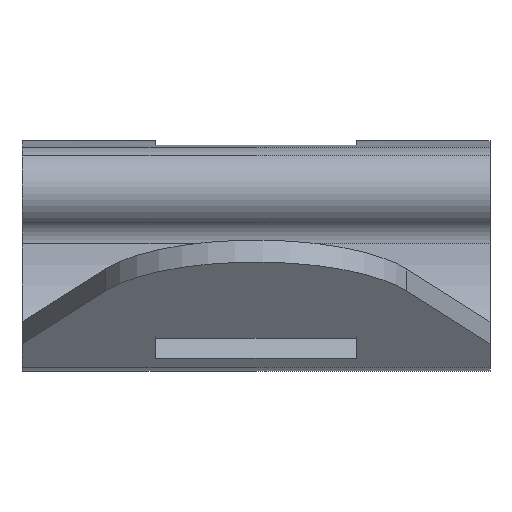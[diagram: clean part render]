
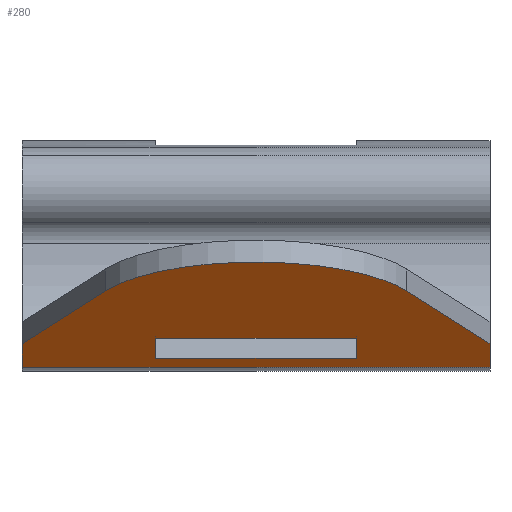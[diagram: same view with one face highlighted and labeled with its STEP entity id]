
A CAD part, front view. The second image highlights one B-rep face of the part: STEP entity #280.
In plain terms, the highlighted planar face has unit normal (0, -0.305, -0.952).
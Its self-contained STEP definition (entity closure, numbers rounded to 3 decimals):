
#195=AXIS2_PLACEMENT_3D('Plane Axis2P3D',#192,#193,#194) ;
#37=CARTESIAN_POINT('Line Origine',(7.,7.092,0.999)) ;
#41=CARTESIAN_POINT('Vertex',(10.,7.092,0.999)) ;
#43=CARTESIAN_POINT('Vertex',(4.,7.092,0.999)) ;
#88=CARTESIAN_POINT('Vertex',(10.,8.997,0.389)) ;
#91=CARTESIAN_POINT('Line Origine',(10.,8.045,0.694)) ;
#192=CARTESIAN_POINT('Axis2P3D Location',(7.,9.841,0.119)) ;
#198=CARTESIAN_POINT('Control Point',(2.497,2.692,2.408)) ;
#199=CARTESIAN_POINT('Control Point',(2.735,2.222,2.558)) ;
#200=CARTESIAN_POINT('Control Point',(3.041,1.784,2.699)) ;
#201=CARTESIAN_POINT('Control Point',(3.408,1.387,2.826)) ;
#202=CARTESIAN_POINT('Control Point',(4.247,0.702,3.045)) ;
#203=CARTESIAN_POINT('Control Point',(5.248,0.256,3.188)) ;
#204=CARTESIAN_POINT('Control Point',(5.779,0.1,3.238)) ;
#205=CARTESIAN_POINT('Control Point',(6.87,-0.07,3.292)) ;
#206=CARTESIAN_POINT('Control Point',(7.969,0.046,3.255)) ;
#207=CARTESIAN_POINT('Control Point',(8.506,0.176,3.213)) ;
#208=CARTESIAN_POINT('Control Point',(9.531,0.572,3.087)) ;
#209=CARTESIAN_POINT('Control Point',(10.405,1.216,2.88)) ;
#210=CARTESIAN_POINT('Control Point',(10.793,1.594,2.759)) ;
#211=CARTESIAN_POINT('Control Point',(11.153,2.057,2.611)) ;
#212=CARTESIAN_POINT('Control Point',(11.434,2.561,2.45)) ;
#213=CARTESIAN_POINT('Control Point',(11.458,2.604,2.436)) ;
#214=CARTESIAN_POINT('Control Point',(11.481,2.648,2.422)) ;
#215=CARTESIAN_POINT('Control Point',(11.503,2.692,2.408)) ;
#216=CARTESIAN_POINT('Vertex',(2.497,2.692,2.408)) ;
#218=CARTESIAN_POINT('Vertex',(11.503,2.692,2.408)) ;
#221=CARTESIAN_POINT('Line Origine',(1.249,5.155,1.619)) ;
#225=CARTESIAN_POINT('Vertex',(0.,7.619,0.83)) ;
#228=CARTESIAN_POINT('Line Origine',(0.,8.73,0.475)) ;
#232=CARTESIAN_POINT('Vertex',(0.,9.841,0.119)) ;
#235=CARTESIAN_POINT('Line Origine',(7.,9.841,0.119)) ;
#239=CARTESIAN_POINT('Vertex',(14.,9.841,0.119)) ;
#242=CARTESIAN_POINT('Line Origine',(14.,8.73,0.475)) ;
#246=CARTESIAN_POINT('Vertex',(14.,7.619,0.83)) ;
#249=CARTESIAN_POINT('Line Origine',(12.751,5.155,1.619)) ;
#262=CARTESIAN_POINT('Line Origine',(7.,8.997,0.389)) ;
#266=CARTESIAN_POINT('Vertex',(4.,8.997,0.389)) ;
#269=CARTESIAN_POINT('Line Origine',(4.,8.045,0.694)) ;
#38=DIRECTION('Vector Direction',(-1.,0.,0.)) ;
#92=DIRECTION('Vector Direction',(0.,0.952,-0.305)) ;
#193=DIRECTION('Axis2P3D Direction',(0.,-0.305,-0.952)) ;
#194=DIRECTION('Axis2P3D XDirection',(0.,-0.952,0.305)) ;
#222=DIRECTION('Vector Direction',(-0.435,0.858,-0.275)) ;
#229=DIRECTION('Vector Direction',(0.,-0.952,0.305)) ;
#236=DIRECTION('Vector Direction',(-1.,0.,0.)) ;
#243=DIRECTION('Vector Direction',(0.,-0.952,0.305)) ;
#250=DIRECTION('Vector Direction',(0.435,0.858,-0.275)) ;
#263=DIRECTION('Vector Direction',(1.,0.,0.)) ;
#270=DIRECTION('Vector Direction',(0.,0.952,-0.305)) ;
#39=VECTOR('Line Direction',#38,1.) ;
#93=VECTOR('Line Direction',#92,1.) ;
#223=VECTOR('Line Direction',#222,1.) ;
#230=VECTOR('Line Direction',#229,1.) ;
#237=VECTOR('Line Direction',#236,1.) ;
#244=VECTOR('Line Direction',#243,1.) ;
#251=VECTOR('Line Direction',#250,1.) ;
#264=VECTOR('Line Direction',#263,1.) ;
#271=VECTOR('Line Direction',#270,1.) ;
#255=ORIENTED_EDGE('',*,*,#220,.F.) ;
#256=ORIENTED_EDGE('',*,*,#227,.F.) ;
#257=ORIENTED_EDGE('',*,*,#234,.F.) ;
#258=ORIENTED_EDGE('',*,*,#241,.F.) ;
#259=ORIENTED_EDGE('',*,*,#248,.T.) ;
#260=ORIENTED_EDGE('',*,*,#253,.F.) ;
#275=ORIENTED_EDGE('',*,*,#45,.F.) ;
#276=ORIENTED_EDGE('',*,*,#95,.T.) ;
#277=ORIENTED_EDGE('',*,*,#268,.F.) ;
#278=ORIENTED_EDGE('',*,*,#273,.F.) ;
#279=FACE_BOUND('',#274,.T.) ;
#280=ADVANCED_FACE('K\X2\00F6\X0\rper.3',(#261,#279),#196,.T.) ;
#197=B_SPLINE_CURVE_WITH_KNOTS('',5,(#198,#199,#200,#201,#202,#203,#204,#205,#206,#207,#208,#209,#210,#211,#212,#213,#214,#215),.UNSPECIFIED.,.F.,.U.,(6,3,3,3,3,6),(0.,3.885,7.769,11.654,15.538,15.903),.UNSPECIFIED.) ;
#45=EDGE_CURVE('',#42,#44,#40,.T.) ;
#95=EDGE_CURVE('',#42,#89,#94,.T.) ;
#220=EDGE_CURVE('',#217,#219,#197,.T.) ;
#227=EDGE_CURVE('',#226,#217,#224,.F.) ;
#234=EDGE_CURVE('',#233,#226,#231,.T.) ;
#241=EDGE_CURVE('',#240,#233,#238,.T.) ;
#248=EDGE_CURVE('',#240,#247,#245,.T.) ;
#253=EDGE_CURVE('',#219,#247,#252,.T.) ;
#268=EDGE_CURVE('',#267,#89,#265,.T.) ;
#273=EDGE_CURVE('',#44,#267,#272,.T.) ;
#254=EDGE_LOOP('',(#255,#256,#257,#258,#259,#260)) ;
#274=EDGE_LOOP('',(#275,#276,#277,#278)) ;
#261=FACE_OUTER_BOUND('',#254,.T.) ;
#40=LINE('Line',#37,#39) ;
#94=LINE('Line',#91,#93) ;
#224=LINE('Line',#221,#223) ;
#231=LINE('Line',#228,#230) ;
#238=LINE('Line',#235,#237) ;
#245=LINE('Line',#242,#244) ;
#252=LINE('Line',#249,#251) ;
#265=LINE('Line',#262,#264) ;
#272=LINE('Line',#269,#271) ;
#196=PLANE('',#195) ;
#42=VERTEX_POINT('',#41) ;
#44=VERTEX_POINT('',#43) ;
#89=VERTEX_POINT('',#88) ;
#217=VERTEX_POINT('',#216) ;
#219=VERTEX_POINT('',#218) ;
#226=VERTEX_POINT('',#225) ;
#233=VERTEX_POINT('',#232) ;
#240=VERTEX_POINT('',#239) ;
#247=VERTEX_POINT('',#246) ;
#267=VERTEX_POINT('',#266) ;
